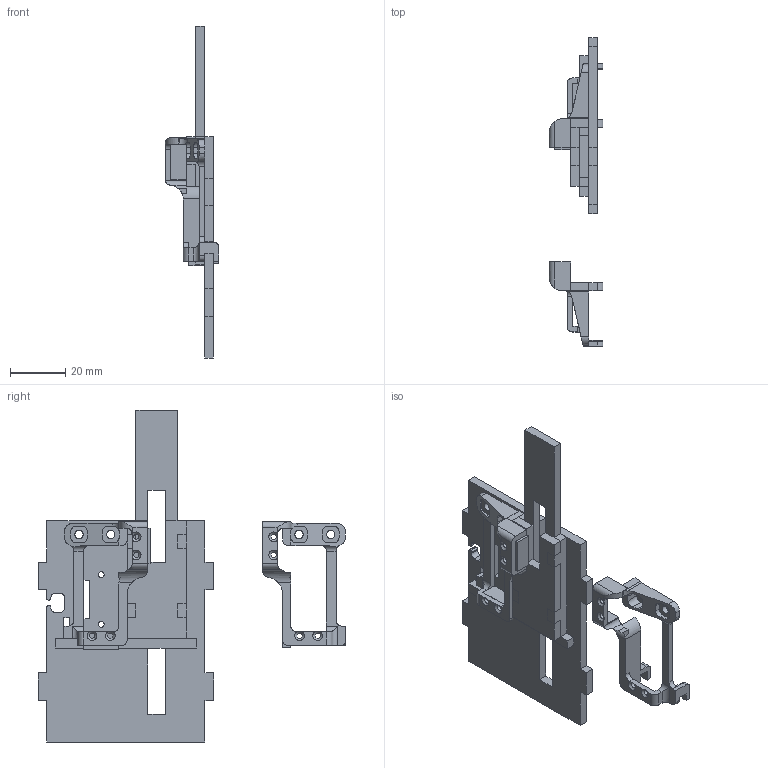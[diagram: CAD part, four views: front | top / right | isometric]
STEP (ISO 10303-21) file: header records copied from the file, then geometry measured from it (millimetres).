
FILE_DESCRIPTION(/* description */ ('STEP AP242','CAx-IF Rec.Pracs.---Representation and Presentation of Product Manufacturing Information (PMI)---4.0---2014-10-13','CAx-IF Rec.Pracs.---3D Tessellated Geometry---0.4---2014-09-14','2;1'),/* implementation_level */ '2;1');
FILE_NAME(/* name */ 'DC MOTOR inner door support',/* time_stamp */ '2023-09-06T20:03:17Z',/* author */ (''),/* organization */ (''),/* preprocessor_version */ 'ST-DEVELOPER v19.4',/* originating_system */ ' ',/* authorisation */ ' ');
FILE_SCHEMA (('AP242_MANAGED_MODEL_BASED_3D_ENGINEERING_MIM_LF { 1 0 10303 442 1 1 4 }'));
Length unit declared in the file: metre
Products named in the file (9): 3D_PRINT Switch Holder M2; 3D_PRINT Switch Holder M1; Siwtch 2; Switch 1; Inner Door Silicone Holder; Side Wall; Side Wall 2; Back Wall (switch holder); Main Wall (Motor Holder)
Bounding box: 19.48 x 111.31 x 120 mm (x, y, z)
Volume: 25291.7 mm3; surface area: 23589.8 mm2
Topology: 9 solids, 9 shells, 386 faces, 1115 edges, 738 vertices
Faces by surface type: plane 277, cylinder 97, cone 8, torus 4
Full cylindrical faces by diameter (mm): 2 x12, 2.05 x2, 3 x7
Entity records: 12765 total; most frequent: CARTESIAN_POINT 2317, ORIENTED_EDGE 2152, DIRECTION 2044, EDGE_CURVE 1076, LINE 834, VECTOR 834, VERTEX_POINT 728, AXIS2_PLACEMENT_3D 605
